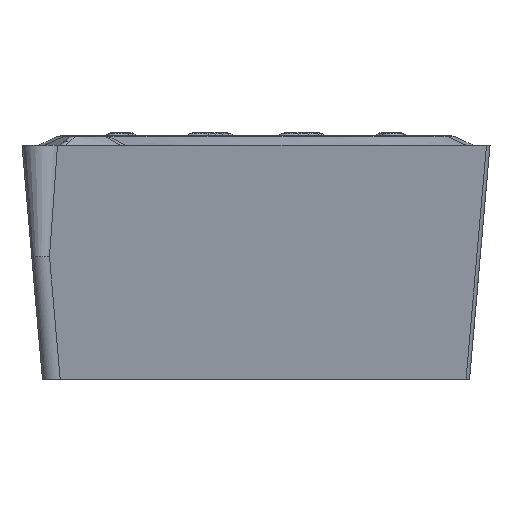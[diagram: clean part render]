
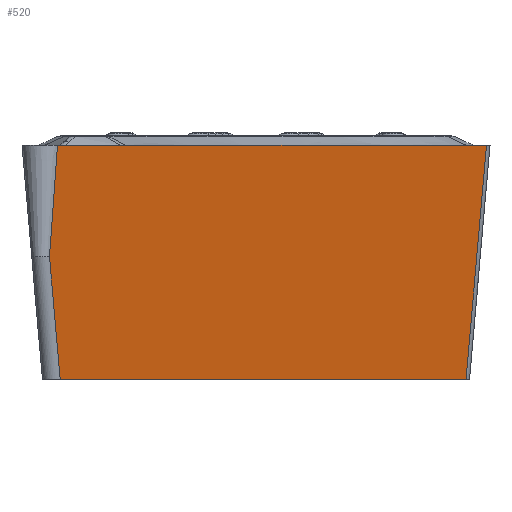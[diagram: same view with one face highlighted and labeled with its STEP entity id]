
A CAD part, left-side view. The second image highlights one B-rep face of the part: STEP entity #520.
In plain terms, the highlighted planar face has unit normal (-0.571, -0.816, -0.087).
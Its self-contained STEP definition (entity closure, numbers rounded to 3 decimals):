
#50=LINE('',#6340,#66);
#53=LINE('',#6410,#70);
#57=LINE('',#6438,#75);
#61=LINE('',#6486,#79);
#66=VECTOR('',#2867,1.);
#70=VECTOR('',#2883,1.);
#75=VECTOR('',#2892,1.);
#79=VECTOR('',#2904,1.);
#91=PLANE('',#2299);
#520=ADVANCED_FACE('',(#675),#91,.T.);
#675=FACE_OUTER_BOUND('',#813,.T.);
#813=EDGE_LOOP('',(#1419,#1420,#1421,#1422,#1423));
#1419=ORIENTED_EDGE('',*,*,#1926,.T.);
#1420=ORIENTED_EDGE('',*,*,#1906,.T.);
#1421=ORIENTED_EDGE('',*,*,#1931,.F.);
#1422=ORIENTED_EDGE('',*,*,#1914,.T.);
#1423=ORIENTED_EDGE('',*,*,#1923,.F.);
#1610=VERTEX_POINT('',#6339);
#1611=VERTEX_POINT('',#6341);
#1618=VERTEX_POINT('',#6409);
#1619=VERTEX_POINT('',#6411);
#1626=VERTEX_POINT('',#6437);
#1906=EDGE_CURVE('',#1611,#1610,#50,.T.);
#1914=EDGE_CURVE('',#1619,#1618,#53,.T.);
#1923=EDGE_CURVE('',#1626,#1618,#57,.T.);
#1926=EDGE_CURVE('',#1626,#1611,#2004,.T.);
#1931=EDGE_CURVE('',#1619,#1610,#61,.T.);
#2004=B_SPLINE_CURVE_WITH_KNOTS('',3,(#6445,#6446,#6447,#6448),
 .UNSPECIFIED.,.F.,.F.,(4,4),(0.,1.),.UNSPECIFIED.);
#2299=AXIS2_PLACEMENT_3D('',#6487,#2905,#2906);
#2867=DIRECTION('',(-0.819,0.574,0.));
#2883=DIRECTION('',(0.266,-0.084,-0.96));
#2892=DIRECTION('',(-0.819,0.574,0.));
#2904=DIRECTION('',(-0.05,-0.071,0.996));
#2905=DIRECTION('',(-0.571,-0.816,-0.087));
#2906=DIRECTION('',(0.819,-0.574,0.));
#6339=CARTESIAN_POINT('',(-14.073,4.04,-0.2));
#6340=CARTESIAN_POINT('',(-1.604,-4.691,-0.2));
#6341=CARTESIAN_POINT('',(-1.604,-4.691,-0.2));
#6409=CARTESIAN_POINT('',(-13.268,3.985,-4.96));
#6410=CARTESIAN_POINT('',(-13.959,4.203,-2.469));
#6411=CARTESIAN_POINT('',(-13.959,4.203,-2.469));
#6437=CARTESIAN_POINT('',(-1.473,-4.274,-4.96));
#6438=CARTESIAN_POINT('',(-1.365,-4.35,-4.96));
#6445=CARTESIAN_POINT('',(-1.473,-4.274,-4.96));
#6446=CARTESIAN_POINT('',(-1.517,-4.413,-3.373));
#6447=CARTESIAN_POINT('',(-1.56,-4.552,-1.787));
#6448=CARTESIAN_POINT('',(-1.604,-4.691,-0.2));
#6486=CARTESIAN_POINT('',(-14.073,4.04,-0.2));
#6487=CARTESIAN_POINT('',(-1.604,-4.691,-0.2));
